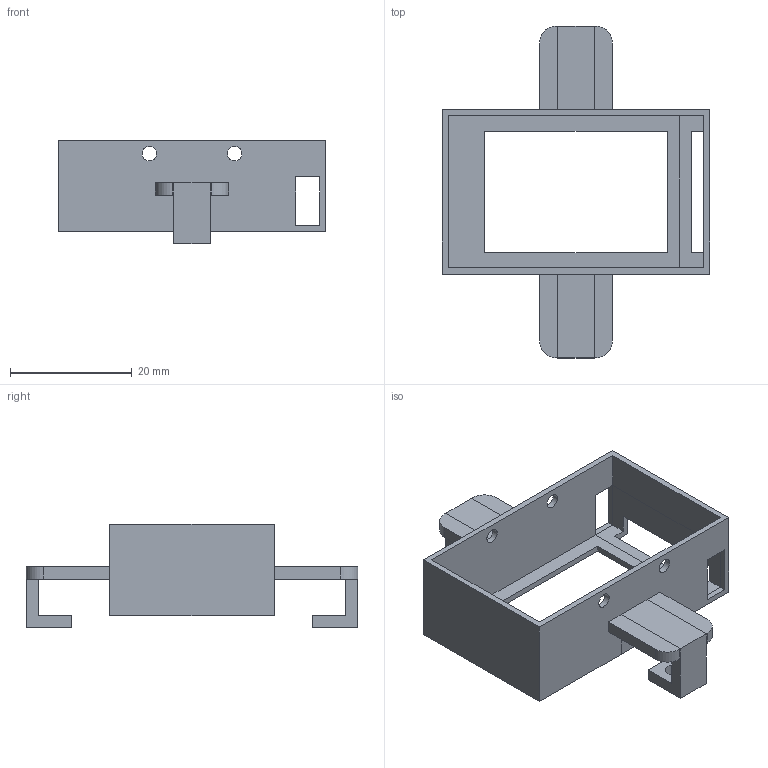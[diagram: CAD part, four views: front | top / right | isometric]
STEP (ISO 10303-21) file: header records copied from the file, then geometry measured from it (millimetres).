
FILE_DESCRIPTION(('FreeCAD Model'),'2;1');
FILE_NAME('battery_base_v4.step','2018-03-18T15:12:32',('Author'),(''), 'Open CASCADE STEP processor 6.8','FreeCAD','Unknown');
FILE_SCHEMA(('AUTOMOTIVE_DESIGN_CC2 { 1 2 10303 214 -1 1 5 4 }'));
Length unit declared in the file: millimetre
Products named in the file (1): Fillet
Bounding box: 44 x 54.5 x 17 mm (x, y, z)
Volume: 3261.6 mm3; surface area: 6196.1 mm2
Topology: 1 solids, 1 shells, 75 faces, 202 edges, 126 vertices
Faces by surface type: plane 65, cylinder 10
Full cylindrical faces by diameter (mm): 2.4 x4, 2.882 x2
Entity records: 4983 total; most frequent: CARTESIAN_POINT 908, DIRECTION 738, LINE 538, VECTOR 538, ORIENTED_EDGE 404, PCURVE 404, DEFINITIONAL_REPRESENTATION 404, EDGE_CURVE 202
